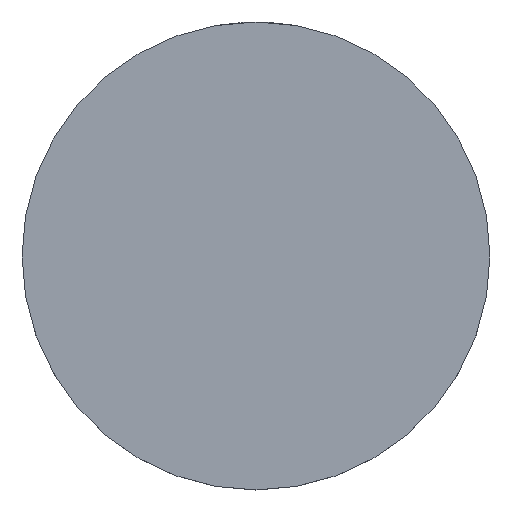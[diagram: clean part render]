
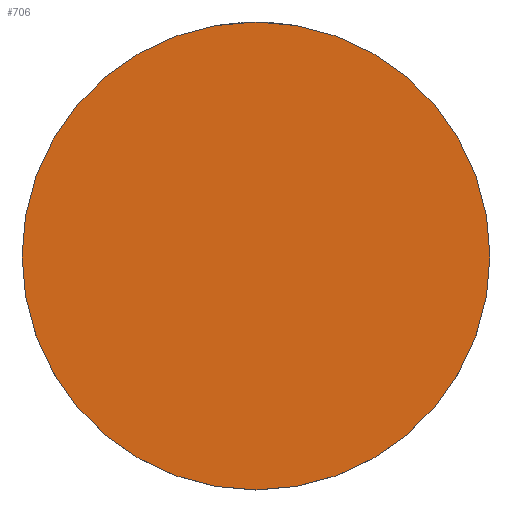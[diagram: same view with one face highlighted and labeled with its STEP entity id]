
A CAD part, top view. The second image highlights one B-rep face of the part: STEP entity #706.
In plain terms, the highlighted planar face has unit normal (0, 0, 1).
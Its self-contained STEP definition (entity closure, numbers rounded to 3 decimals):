
#312 = DIRECTION ( 'NONE',  ( 1., 0., 0. ) ) ;
#496 = VERTEX_POINT ( 'NONE', #5757 ) ;
#706 = ADVANCED_FACE ( 'NONE', ( #10182 ), #11011, .T. ) ;
#1071 = DIRECTION ( 'NONE',  ( 0., 0., 1. ) ) ;
#1097 = AXIS2_PLACEMENT_3D ( 'NONE', #5474, #9156, #1984 ) ;
#1377 = EDGE_LOOP ( 'NONE', ( #3412, #5959 ) ) ;
#1984 = DIRECTION ( 'NONE',  ( 1., 0., 0. ) ) ;
#2223 = CARTESIAN_POINT ( 'NONE',  ( 870., 0., 125. ) ) ;
#2421 = CIRCLE ( 'NONE', #1097, 870. ) ;
#3412 = ORIENTED_EDGE ( 'NONE', *, *, #11448, .T. ) ;
#3623 = VERTEX_POINT ( 'NONE', #2223 ) ;
#4685 = DIRECTION ( 'NONE',  ( 1., 0., 0. ) ) ;
#5474 = CARTESIAN_POINT ( 'NONE',  ( 0., 0., 125. ) ) ;
#5663 = CARTESIAN_POINT ( 'NONE',  ( 0., 0., 125. ) ) ;
#5757 = CARTESIAN_POINT ( 'NONE',  ( -870., 0., 125. ) ) ;
#5959 = ORIENTED_EDGE ( 'NONE', *, *, #8611, .T. ) ;
#6380 = AXIS2_PLACEMENT_3D ( 'NONE', #5663, #7434, #312 ) ;
#6961 = AXIS2_PLACEMENT_3D ( 'NONE', #9198, #1071, #4685 ) ;
#7434 = DIRECTION ( 'NONE',  ( 0., 0., 1. ) ) ;
#8097 = CIRCLE ( 'NONE', #6961, 870. ) ;
#8611 = EDGE_CURVE ( 'NONE', #3623, #496, #2421, .T. ) ;
#9156 = DIRECTION ( 'NONE',  ( 0., 0., 1. ) ) ;
#9198 = CARTESIAN_POINT ( 'NONE',  ( 0., 0., 125. ) ) ;
#10182 = FACE_OUTER_BOUND ( 'NONE', #1377, .T. ) ;
#11011 = PLANE ( 'NONE',  #6380 ) ;
#11448 = EDGE_CURVE ( 'NONE', #496, #3623, #8097, .T. ) ;
